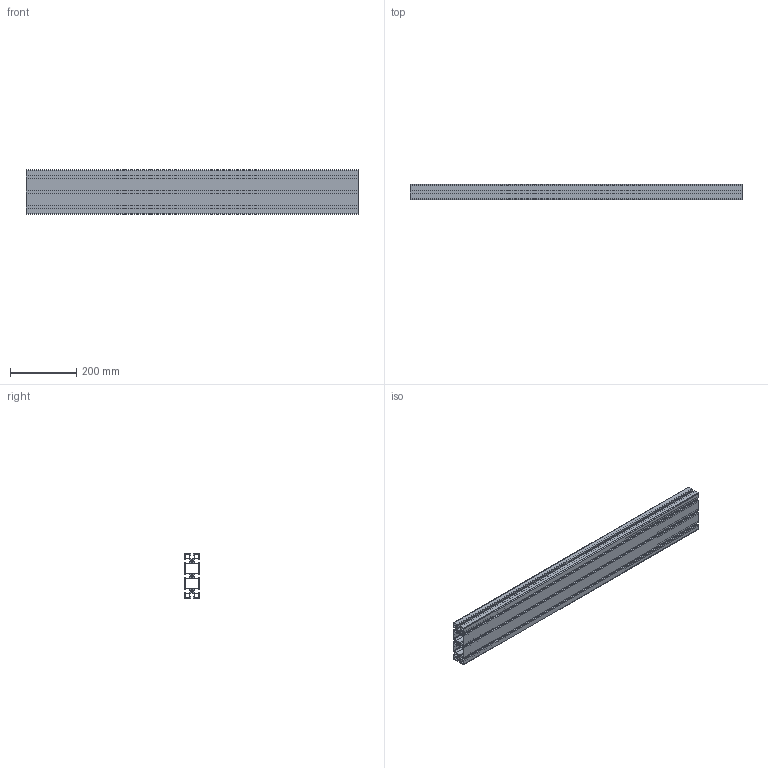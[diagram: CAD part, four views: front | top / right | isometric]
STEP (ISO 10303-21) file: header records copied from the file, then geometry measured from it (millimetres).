
FILE_DESCRIPTION(('STEP AP203'),'1');
FILE_NAME('BASE08N0049.stp','2023-10-23T09:17:33',(' '),(' '),'Spatial InterOp 3D',' ',' ');
FILE_SCHEMA(('CONFIG_CONTROL_DESIGN'));
Length unit declared in the file: millimetre
Products named in the file (1): Profilé 8 135x45 léger
Bounding box: 1000 x 45 x 135 mm (x, y, z)
Volume: 1610898.7 mm3; surface area: 1190729.8 mm2
Topology: 1 solids, 1 shells, 153 faces, 456 edges, 305 vertices
Faces by surface type: plane 106, cylinder 47
Full cylindrical faces by diameter (mm): 6.78 x3
Entity records: 5244 total; most frequent: CARTESIAN_POINT 906, ORIENTED_EDGE 900, DIRECTION 852, EDGE_CURVE 450, LINE 356, VECTOR 356, VERTEX_POINT 302, AXIS2_PLACEMENT_3D 248
